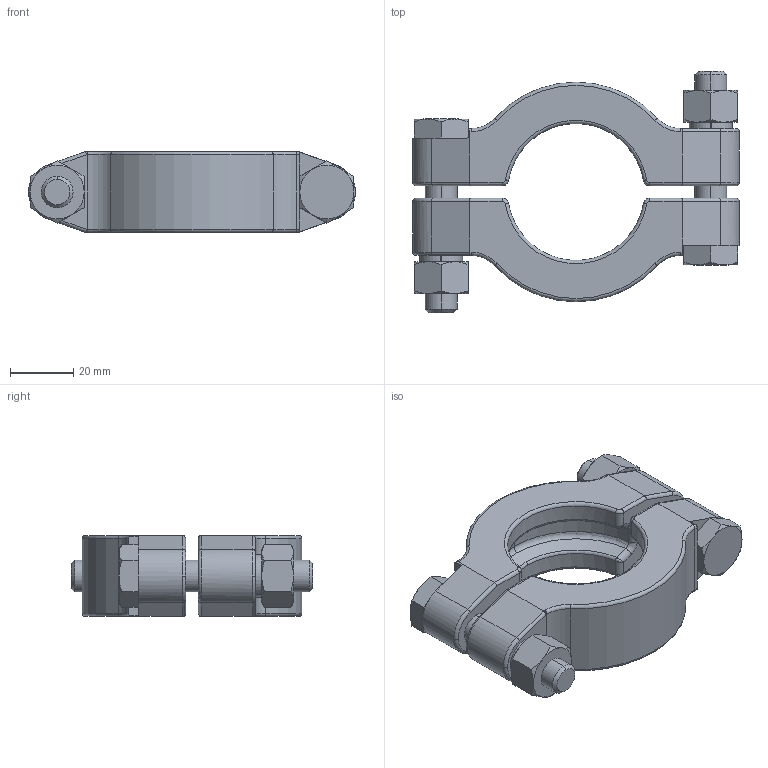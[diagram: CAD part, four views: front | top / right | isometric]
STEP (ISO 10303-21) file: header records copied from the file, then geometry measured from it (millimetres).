
FILE_DESCRIPTION (( 'STEP AP214' ), '1' );
FILE_NAME ('CL.SSH.0100.4 BLOCK.STEP', '2020-01-20T16:22:06', ( '' ), ( '' ), 'SwSTEP 2.0', 'SolidWorks 2019', '' );
FILE_SCHEMA (( 'AUTOMOTIVE_DESIGN' ));
Length unit declared in the file: millimetre
Products named in the file (1): CL.SSH.0100.4 BLOCK
Bounding box: 103 x 76 x 25.5 mm (x, y, z)
Volume: 80996.9 mm3; surface area: 26620.2 mm2
Topology: 1 solids, 1 shells, 282 faces, 662 edges, 382 vertices
Faces by surface type: plane 80, cylinder 76, cone 48, torus 46, bspline 32
Entity records: 9688 total; most frequent: CARTESIAN_POINT 3071, ORIENTED_EDGE 1308, DIRECTION 1280, EDGE_CURVE 654, AXIS2_PLACEMENT_3D 527, VERTEX_POINT 382, EDGE_LOOP 296, FACE_OUTER_BOUND 282
